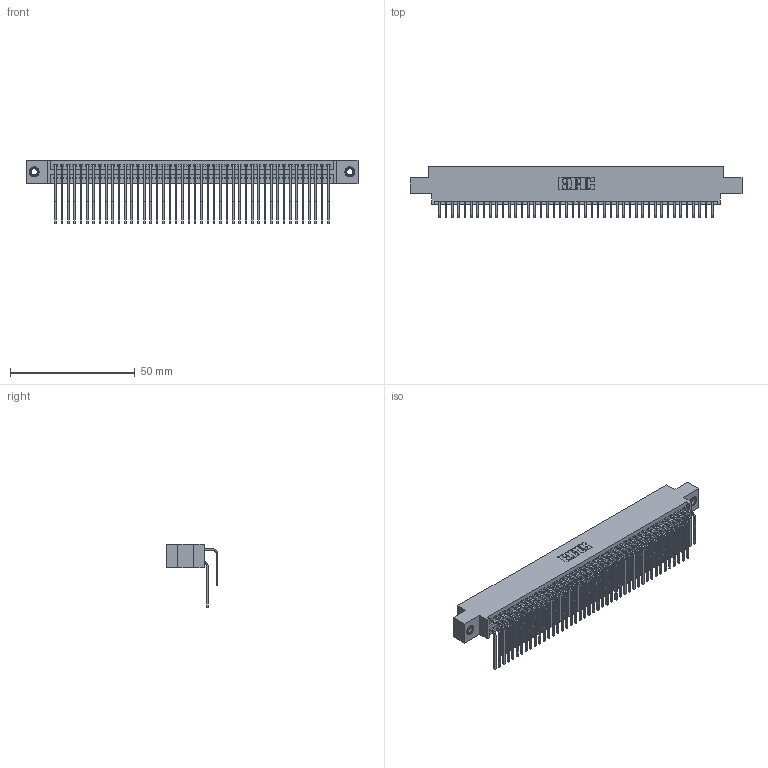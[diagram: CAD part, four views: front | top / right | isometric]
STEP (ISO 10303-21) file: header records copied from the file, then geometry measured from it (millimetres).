
FILE_DESCRIPTION (( 'STEP AP203' ), '1' );
FILE_NAME ('395-088-559-807.STEP', '2018-11-29T01:52:11', ( '' ), ( '' ), 'SwSTEP 2.0', 'SolidWorks 2016', '' );
FILE_SCHEMA (( 'CONFIG_CONTROL_DESIGN' ));
Length unit declared in the file: inch
Products named in the file (5): 395-088-559-807; 345-292-001_559 Tail - 2; 345 Part_0.170 Offset - 0.156 Dia-TI; 345-292-001_558 559 Tail - 1; 345-250-001_345-250-005-103
Assembly tree (91 placements, depth 2):
  395-088-559-807
    345 Part_0.170 Offset - 0.156 Dia-TI
    345-292-001_558 559 Tail - 1  x44
    345-292-001_559 Tail - 2  x44
    345-250-001_345-250-005-103  x2
Bounding box: 132.97 x 20.56 x 25.53 mm (x, y, z)
Volume: 13316.1 mm3; surface area: 22280.6 mm2
Topology: 91 solids, 91 shells, 4766 faces, 14129 edges, 9294 vertices
Faces by surface type: plane 3196, cylinder 1554, cone 12, torus 4
Entity records: 37224 total; most frequent: CARTESIAN_POINT 6266, ORIENTED_EDGE 6142, DIRECTION 5521, EDGE_CURVE 3071, LINE 2703, VECTOR 2703, VERTEX_POINT 2040, AXIS2_PLACEMENT_3D 1409
